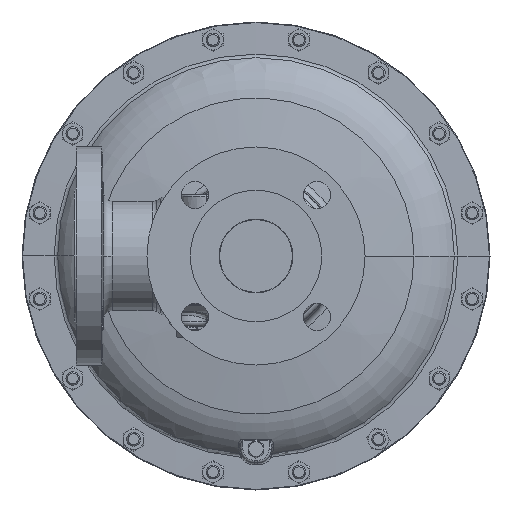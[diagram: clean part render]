
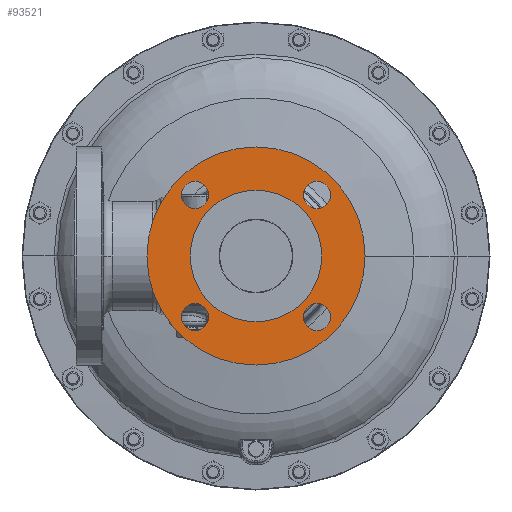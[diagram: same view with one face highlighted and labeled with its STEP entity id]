
A CAD part, front view. The second image highlights one B-rep face of the part: STEP entity #93521.
In plain terms, the highlighted planar face has unit normal (0, -1, 0).
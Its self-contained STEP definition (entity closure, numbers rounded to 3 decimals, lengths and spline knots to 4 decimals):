
#201 = DIRECTION ( 'NONE',  ( 0., 1., 0. ) ) ;
#478 = CARTESIAN_POINT ( 'NONE',  ( 0., -6.5385, 3. ) ) ;
#5845 = CIRCLE ( 'NONE', #114109, 0.375 ) ;
#8454 = CARTESIAN_POINT ( 'NONE',  ( -1.6794, -6.5385, 1.6794 ) ) ;
#10513 = VERTEX_POINT ( 'NONE', #152912 ) ;
#14072 = DIRECTION ( 'NONE',  ( 0., -1., 0. ) ) ;
#14096 = DIRECTION ( 'NONE',  ( 0., 1., 0. ) ) ;
#14576 = ORIENTED_EDGE ( 'NONE', *, *, #144883, .F. ) ;
#16984 = VERTEX_POINT ( 'NONE', #152745 ) ;
#19425 = FACE_BOUND ( 'NONE', #92371, .T. ) ;
#20409 = CARTESIAN_POINT ( 'NONE',  ( -1.6794, -6.5385, -1.6794 ) ) ;
#20729 = EDGE_CURVE ( 'NONE', #25580, #156231, #53397, .T. ) ;
#21681 = DIRECTION ( 'NONE',  ( 1., 0., 0. ) ) ;
#21811 = AXIS2_PLACEMENT_3D ( 'NONE', #20409, #112108, #33616 ) ;
#23367 = EDGE_CURVE ( 'NONE', #139491, #97183, #96072, .T. ) ;
#24352 = DIRECTION ( 'NONE',  ( 0., -1., 0. ) ) ;
#25580 = VERTEX_POINT ( 'NONE', #55076 ) ;
#28250 = ORIENTED_EDGE ( 'NONE', *, *, #84399, .T. ) ;
#29504 = ORIENTED_EDGE ( 'NONE', *, *, #23367, .F. ) ;
#30107 = CARTESIAN_POINT ( 'NONE',  ( -1.6794, -6.5385, -2.0544 ) ) ;
#31584 = CIRCLE ( 'NONE', #102222, 3. ) ;
#33616 = DIRECTION ( 'NONE',  ( 0., 0., 1. ) ) ;
#33999 = CARTESIAN_POINT ( 'NONE',  ( 0., -6.5385, 0. ) ) ;
#36697 = AXIS2_PLACEMENT_3D ( 'NONE', #92682, #14096, #105836 ) ;
#38618 = VERTEX_POINT ( 'NONE', #47346 ) ;
#41241 = CARTESIAN_POINT ( 'NONE',  ( 0., -6.5385, 0. ) ) ;
#42558 = ORIENTED_EDGE ( 'NONE', *, *, #165075, .F. ) ;
#47195 = DIRECTION ( 'NONE',  ( 0., 0., 1. ) ) ;
#47346 = CARTESIAN_POINT ( 'NONE',  ( -1.6794, -6.5385, -1.3044 ) ) ;
#50103 = PLANE ( 'NONE',  #138648 ) ;
#50180 = FACE_OUTER_BOUND ( 'NONE', #156783, .T. ) ;
#53059 = ORIENTED_EDGE ( 'NONE', *, *, #157862, .F. ) ;
#53397 = CIRCLE ( 'NONE', #72239, 0.375 ) ;
#53869 = ORIENTED_EDGE ( 'NONE', *, *, #104409, .F. ) ;
#54272 = FACE_BOUND ( 'NONE', #81518, .T. ) ;
#54350 = DIRECTION ( 'NONE',  ( 0., 0., 1. ) ) ;
#54475 = EDGE_CURVE ( 'NONE', #63113, #96095, #93739, .T. ) ;
#55014 = VERTEX_POINT ( 'NONE', #30107 ) ;
#55076 = CARTESIAN_POINT ( 'NONE',  ( -1.6794, -6.5385, 1.3044 ) ) ;
#55350 = DIRECTION ( 'NONE',  ( 0., -1., 0. ) ) ;
#57929 = ORIENTED_EDGE ( 'NONE', *, *, #169973, .F. ) ;
#62250 = ORIENTED_EDGE ( 'NONE', *, *, #54475, .F. ) ;
#62685 = DIRECTION ( 'NONE',  ( 0., -1., 0. ) ) ;
#63113 = VERTEX_POINT ( 'NONE', #478 ) ;
#63265 = DIRECTION ( 'NONE',  ( 0., 0., -1. ) ) ;
#69262 = AXIS2_PLACEMENT_3D ( 'NONE', #133829, #55350, #146999 ) ;
#72239 = AXIS2_PLACEMENT_3D ( 'NONE', #75857, #167573, #89103 ) ;
#72363 = AXIS2_PLACEMENT_3D ( 'NONE', #102887, #24352, #116035 ) ;
#74364 = DIRECTION ( 'NONE',  ( 0., -1., 0. ) ) ;
#75857 = CARTESIAN_POINT ( 'NONE',  ( -1.6794, -6.5385, 1.6794 ) ) ;
#78769 = CARTESIAN_POINT ( 'NONE',  ( 0., -6.5385, 0. ) ) ;
#81518 = EDGE_LOOP ( 'NONE', ( #131039, #86461 ) ) ;
#84221 = CIRCLE ( 'NONE', #85269, 1.81 ) ;
#84399 = EDGE_CURVE ( 'NONE', #138101, #16984, #84221, .T. ) ;
#85107 = FACE_BOUND ( 'NONE', #162693, .T. ) ;
#85269 = AXIS2_PLACEMENT_3D ( 'NONE', #33999, #125652, #47195 ) ;
#85561 = CARTESIAN_POINT ( 'NONE',  ( 0., -6.5385, -3. ) ) ;
#86461 = ORIENTED_EDGE ( 'NONE', *, *, #94413, .F. ) ;
#86900 = CARTESIAN_POINT ( 'NONE',  ( -1.6794, -6.5385, 2.0544 ) ) ;
#89103 = DIRECTION ( 'NONE',  ( 1., 0., 0. ) ) ;
#90536 = CARTESIAN_POINT ( 'NONE',  ( 1.6794, -6.5385, 1.3044 ) ) ;
#91986 = DIRECTION ( 'NONE',  ( 0., 0., 1. ) ) ;
#92371 = EDGE_LOOP ( 'NONE', ( #96035, #57929 ) ) ;
#92654 = CARTESIAN_POINT ( 'NONE',  ( -1.6794, -6.5385, -1.6794 ) ) ;
#92682 = CARTESIAN_POINT ( 'NONE',  ( 0., -6.5385, 0. ) ) ;
#93521 = ADVANCED_FACE ( 'NONE', ( #119910, #54272, #19425, #124026, #85107, #50180 ), #50103, .T. ) ;
#93739 = CIRCLE ( 'NONE', #153770, 3. ) ;
#94413 = EDGE_CURVE ( 'NONE', #156231, #25580, #123879, .T. ) ;
#96035 = ORIENTED_EDGE ( 'NONE', *, *, #118072, .F. ) ;
#96072 = CIRCLE ( 'NONE', #69262, 0.375 ) ;
#96095 = VERTEX_POINT ( 'NONE', #85561 ) ;
#97183 = VERTEX_POINT ( 'NONE', #136323 ) ;
#100242 = DIRECTION ( 'NONE',  ( 0., -1., 0. ) ) ;
#102222 = AXIS2_PLACEMENT_3D ( 'NONE', #78769, #201, #91986 ) ;
#102313 = CARTESIAN_POINT ( 'NONE',  ( 1.81, -6.5385, 0. ) ) ;
#102887 = CARTESIAN_POINT ( 'NONE',  ( 1.6794, -6.5385, -1.6794 ) ) ;
#104409 = EDGE_CURVE ( 'NONE', #97183, #139491, #161275, .T. ) ;
#105805 = DIRECTION ( 'NONE',  ( 0., 0., 1. ) ) ;
#105836 = DIRECTION ( 'NONE',  ( 0., 0., 1. ) ) ;
#106042 = ORIENTED_EDGE ( 'NONE', *, *, #149887, .T. ) ;
#111631 = EDGE_LOOP ( 'NONE', ( #29504, #53869 ) ) ;
#112108 = DIRECTION ( 'NONE',  ( 0., -1., 0. ) ) ;
#114109 = AXIS2_PLACEMENT_3D ( 'NONE', #92654, #14072, #105805 ) ;
#116035 = DIRECTION ( 'NONE',  ( -1., 0., 0. ) ) ;
#116513 = CIRCLE ( 'NONE', #36697, 1.81 ) ;
#118072 = EDGE_CURVE ( 'NONE', #55014, #38618, #127616, .T. ) ;
#119910 = FACE_BOUND ( 'NONE', #111631, .T. ) ;
#123344 = AXIS2_PLACEMENT_3D ( 'NONE', #8454, #100242, #21681 ) ;
#123470 = CARTESIAN_POINT ( 'NONE',  ( 0., -6.5385, -1.81 ) ) ;
#123879 = CIRCLE ( 'NONE', #123344, 0.375 ) ;
#124026 = FACE_BOUND ( 'NONE', #162026, .T. ) ;
#125652 = DIRECTION ( 'NONE',  ( 0., 1., 0. ) ) ;
#127616 = CIRCLE ( 'NONE', #21811, 0.375 ) ;
#128877 = CIRCLE ( 'NONE', #72363, 0.375 ) ;
#131039 = ORIENTED_EDGE ( 'NONE', *, *, #20729, .F. ) ;
#132857 = DIRECTION ( 'NONE',  ( 0., 1., 0. ) ) ;
#133829 = CARTESIAN_POINT ( 'NONE',  ( 1.6794, -6.5385, 1.6794 ) ) ;
#136323 = CARTESIAN_POINT ( 'NONE',  ( 1.6794, -6.5385, 2.0544 ) ) ;
#136657 = CIRCLE ( 'NONE', #166270, 0.375 ) ;
#138101 = VERTEX_POINT ( 'NONE', #123470 ) ;
#138648 = AXIS2_PLACEMENT_3D ( 'NONE', #102313, #141764, #63265 ) ;
#138895 = CARTESIAN_POINT ( 'NONE',  ( 1.6794, -6.5385, 1.6794 ) ) ;
#139491 = VERTEX_POINT ( 'NONE', #90536 ) ;
#140202 = VERTEX_POINT ( 'NONE', #163523 ) ;
#141764 = DIRECTION ( 'NONE',  ( 0., -1., 0. ) ) ;
#144883 = EDGE_CURVE ( 'NONE', #96095, #63113, #31584, .T. ) ;
#146999 = DIRECTION ( 'NONE',  ( 0., 0., -1. ) ) ;
#149887 = EDGE_CURVE ( 'NONE', #16984, #138101, #116513, .T. ) ;
#151778 = AXIS2_PLACEMENT_3D ( 'NONE', #138895, #62685, #154377 ) ;
#152745 = CARTESIAN_POINT ( 'NONE',  ( 0., -6.5385, 1.81 ) ) ;
#152871 = CARTESIAN_POINT ( 'NONE',  ( 1.6794, -6.5385, -1.6794 ) ) ;
#152912 = CARTESIAN_POINT ( 'NONE',  ( 1.6794, -6.5385, -1.3044 ) ) ;
#153770 = AXIS2_PLACEMENT_3D ( 'NONE', #41241, #132857, #54350 ) ;
#154377 = DIRECTION ( 'NONE',  ( 0., 0., -1. ) ) ;
#156231 = VERTEX_POINT ( 'NONE', #86900 ) ;
#156783 = EDGE_LOOP ( 'NONE', ( #62250, #14576 ) ) ;
#157862 = EDGE_CURVE ( 'NONE', #10513, #140202, #128877, .T. ) ;
#161275 = CIRCLE ( 'NONE', #151778, 0.375 ) ;
#162026 = EDGE_LOOP ( 'NONE', ( #42558, #53059 ) ) ;
#162693 = EDGE_LOOP ( 'NONE', ( #106042, #28250 ) ) ;
#163523 = CARTESIAN_POINT ( 'NONE',  ( 1.6794, -6.5385, -2.0544 ) ) ;
#165075 = EDGE_CURVE ( 'NONE', #140202, #10513, #136657, .T. ) ;
#166084 = DIRECTION ( 'NONE',  ( -1., 0., 0. ) ) ;
#166270 = AXIS2_PLACEMENT_3D ( 'NONE', #152871, #74364, #166084 ) ;
#167573 = DIRECTION ( 'NONE',  ( 0., -1., 0. ) ) ;
#169973 = EDGE_CURVE ( 'NONE', #38618, #55014, #5845, .T. ) ;
